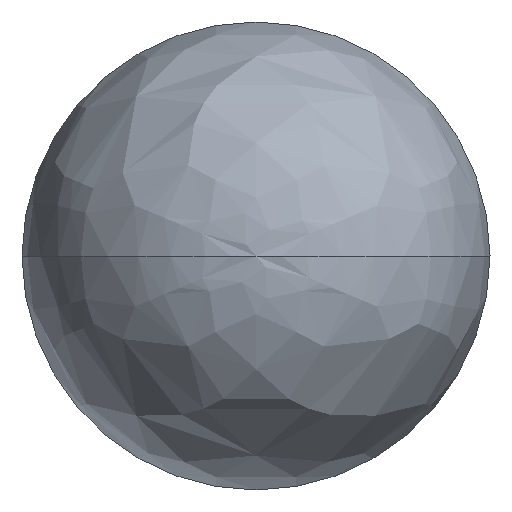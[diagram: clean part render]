
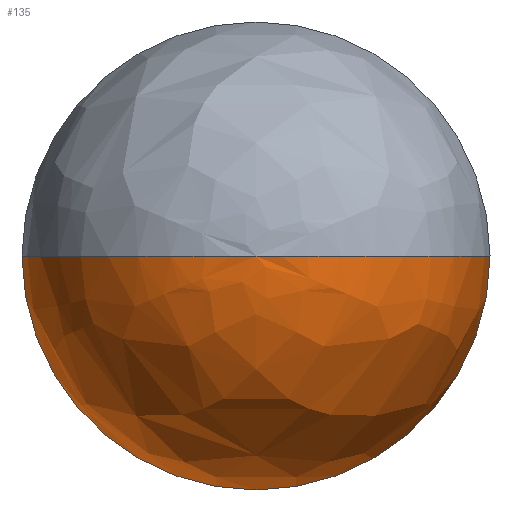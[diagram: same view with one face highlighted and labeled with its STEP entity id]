
A CAD part, left-side view. The second image highlights one B-rep face of the part: STEP entity #135.
In plain terms, the highlighted free-form (B-spline) face has degree [3, 3] with [4, 4] control points.
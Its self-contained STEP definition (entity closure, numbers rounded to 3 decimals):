
#10 = CARTESIAN_POINT ( 'NONE',  ( -45.458, 0., 0. ) ) ;
#15 = CARTESIAN_POINT ( 'NONE',  ( -45.458, -20.184, 0. ) ) ;
#16 = EDGE_CURVE ( 'NONE', #122, #35, #57, .T. ) ;
#17 = CARTESIAN_POINT ( 'NONE',  ( -45.458, 0., 0. ) ) ;
#25 = DIRECTION ( 'NONE',  ( 0., 0., 1. ) ) ;
#30 = EDGE_LOOP ( 'NONE', ( #279, #227, #209 ) ) ;
#35 = VERTEX_POINT ( 'NONE', #246 ) ;
#38 = CARTESIAN_POINT ( 'NONE',  ( -45.458, 20.184, -40.368 ) ) ;
#39 = CARTESIAN_POINT ( 'NONE',  ( -30.991, -40., -80. ) ) ;
#40 = CARTESIAN_POINT ( 'NONE',  ( -45.458, -20.184, -40.368 ) ) ;
#57 = CIRCLE ( 'NONE', #138, 40. ) ;
#61 = B_SPLINE_CURVE_WITH_KNOTS ( 'NONE', 3,
 ( #322, #165, #111, #10 ),
 .UNSPECIFIED., .F., .F.,
 ( 4, 4 ),
 ( 0., 1. ),
 .UNSPECIFIED. ) ;
#62 = EDGE_CURVE ( 'NONE', #122, #100, #61, .T. ) ;
#65 = CARTESIAN_POINT ( 'NONE',  ( -30.991, -40., 0. ) ) ;
#66 = CARTESIAN_POINT ( 'NONE',  ( -45.458, -20.184, 0. ) ) ;
#67 = CARTESIAN_POINT ( 'NONE',  ( 0., -40., -80. ) ) ;
#77 = CARTESIAN_POINT ( 'NONE',  ( 0., 0., 0. ) ) ;
#86 = CARTESIAN_POINT ( 'NONE',  ( -45.458, 0., 0. ) ) ;
#94 = CARTESIAN_POINT ( 'NONE',  ( -30.991, -40., 0. ) ) ;
#100 = VERTEX_POINT ( 'NONE', #86 ) ;
#106 = DIRECTION ( 'NONE',  ( -1., 0., 0. ) ) ;
#111 = CARTESIAN_POINT ( 'NONE',  ( -45.458, 20.184, 0. ) ) ;
#122 = VERTEX_POINT ( 'NONE', #176 ) ;
#124 = EDGE_CURVE ( 'NONE', #35, #100, #202, .T. ) ;
#135 = ADVANCED_FACE ( 'NONE', ( #295 ), #321, .F. ) ;
#138 = AXIS2_PLACEMENT_3D ( 'NONE', #77, #106, #25 ) ;
#148 = CARTESIAN_POINT ( 'NONE',  ( 0., 40., 0. ) ) ;
#165 = CARTESIAN_POINT ( 'NONE',  ( -30.991, 40., 0. ) ) ;
#176 = CARTESIAN_POINT ( 'NONE',  ( 0., 40., 0. ) ) ;
#199 = CARTESIAN_POINT ( 'NONE',  ( -45.458, 20.184, 0. ) ) ;
#202 = B_SPLINE_CURVE_WITH_KNOTS ( 'NONE', 3,
 ( #310, #94, #15, #17 ),
 .UNSPECIFIED., .F., .F.,
 ( 4, 4 ),
 ( 0., 1. ),
 .UNSPECIFIED. ) ;
#205 = CARTESIAN_POINT ( 'NONE',  ( -45.458, 0., 0. ) ) ;
#206 = CARTESIAN_POINT ( 'NONE',  ( 0., 40., -80. ) ) ;
#209 = ORIENTED_EDGE ( 'NONE', *, *, #62, .F. ) ;
#227 = ORIENTED_EDGE ( 'NONE', *, *, #124, .T. ) ;
#230 = CARTESIAN_POINT ( 'NONE',  ( -45.458, 0., 0. ) ) ;
#234 = CARTESIAN_POINT ( 'NONE',  ( -45.458, 0., 0. ) ) ;
#246 = CARTESIAN_POINT ( 'NONE',  ( 0., -40., 0. ) ) ;
#279 = ORIENTED_EDGE ( 'NONE', *, *, #16, .T. ) ;
#282 = CARTESIAN_POINT ( 'NONE',  ( -30.991, 40., 0. ) ) ;
#283 = CARTESIAN_POINT ( 'NONE',  ( -30.991, 40., -80. ) ) ;
#295 = FACE_OUTER_BOUND ( 'NONE', #30, .T. ) ;
#304 = CARTESIAN_POINT ( 'NONE',  ( -45.458, 0., 0. ) ) ;
#310 = CARTESIAN_POINT ( 'NONE',  ( 0., -40., 0. ) ) ;
#321 =( BOUNDED_SURFACE ( )  B_SPLINE_SURFACE ( 3, 3, ( 
 ( #148, #206, #67, #326 ),
 ( #282, #283, #39, #65 ),
 ( #199, #38, #40, #66 ),
 ( #230, #205, #304, #234 ) ),
 .UNSPECIFIED., .F., .F., .T. ) 
 B_SPLINE_SURFACE_WITH_KNOTS ( ( 4, 4 ),
 ( 4, 4 ),
 ( 0., 1. ),
 ( 0., 1. ),
 .UNSPECIFIED. ) 
 GEOMETRIC_REPRESENTATION_ITEM ( )  RATIONAL_B_SPLINE_SURFACE ( (
 ( 1., 0.333, 0.333, 1.),
 ( 1., 0.333, 0.333, 1.),
 ( 1., 0.333, 0.333, 1.),
 ( 1., 0.333, 0.333, 1.) ) ) 
 REPRESENTATION_ITEM ( '' )  SURFACE ( )  );
#322 = CARTESIAN_POINT ( 'NONE',  ( 0., 40., 0. ) ) ;
#326 = CARTESIAN_POINT ( 'NONE',  ( 0., -40., 0. ) ) ;
